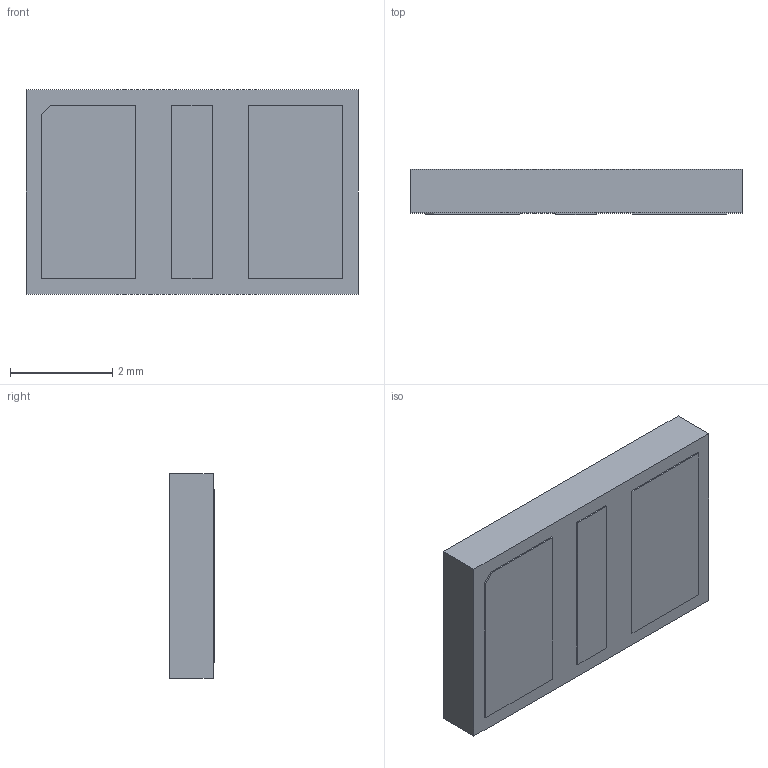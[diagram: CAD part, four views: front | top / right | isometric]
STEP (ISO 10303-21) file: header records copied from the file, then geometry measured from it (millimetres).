
FILE_DESCRIPTION (( 'STEP AP214' ), '1' );
FILE_NAME ('TBU-CA-Q.STEP', '2022-05-13T14:07:51', ( '' ), ( '' ), 'SwSTEP 2.0', 'SolidWorks 2021', '' );
FILE_SCHEMA (( 'AUTOMOTIVE_DESIGN' ));
Length unit declared in the file: millimetre
Products named in the file (1): TBU-CA-Q
Bounding box: 6.5 x 0.88 x 4 mm (x, y, z)
Volume: 22.5 mm3; surface area: 70.6 mm2
Topology: 1 solids, 1 shells, 174 faces, 462 edges, 308 vertices
Faces by surface type: plane 162, bspline 12
Entity records: 6208 total; most frequent: CARTESIAN_POINT 1741, ORIENTED_EDGE 924, DIRECTION 764, EDGE_CURVE 462, LINE 438, VECTOR 438, VERTEX_POINT 308, EDGE_LOOP 192
